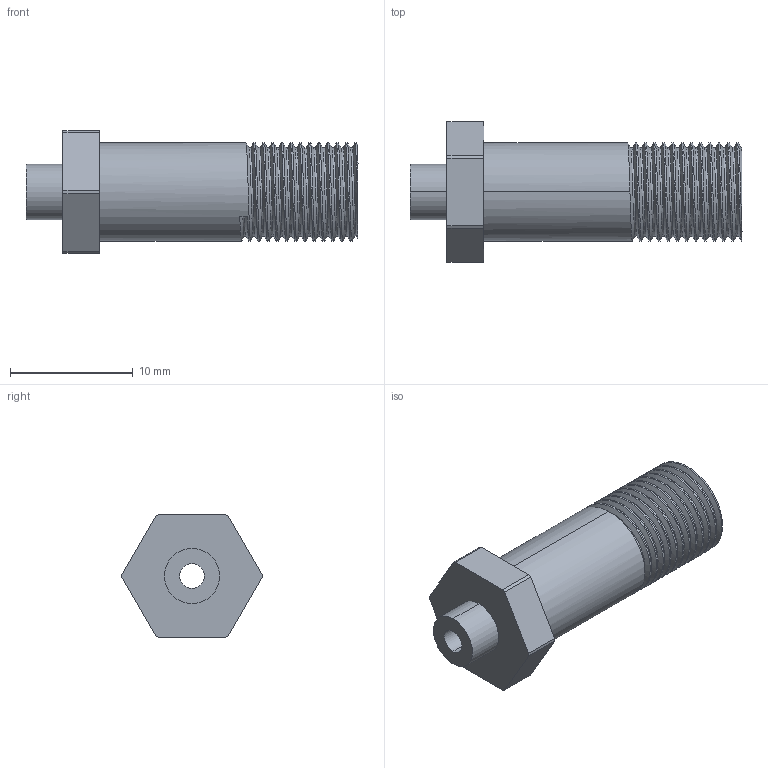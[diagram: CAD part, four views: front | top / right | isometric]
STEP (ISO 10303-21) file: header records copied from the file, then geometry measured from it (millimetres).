
FILE_DESCRIPTION (( 'STEP AP214' ), '1' );
FILE_NAME ('Part7.STEP', '2021-05-12T07:54:59', ( '' ), ( '' ), 'SwSTEP 2.0', 'SolidWorks 2020', '' );
FILE_SCHEMA (( 'AUTOMOTIVE_DESIGN' ));
Length unit declared in the file: millimetre
Products named in the file (1): Part7
Bounding box: 27 x 11.4 x 10 mm (x, y, z)
Volume: 1075.6 mm3; surface area: 1229 mm2
Topology: 1 solids, 1 shells, 54 faces, 146 edges, 96 vertices
Faces by surface type: cylinder 38, plane 11, bspline 3, cone 2
Entity records: 3808 total; most frequent: CARTESIAN_POINT 2573, ORIENTED_EDGE 292, DIRECTION 216, EDGE_CURVE 146, VERTEX_POINT 96, AXIS2_PLACEMENT_3D 79, EDGE_LOOP 58, VECTOR 58
